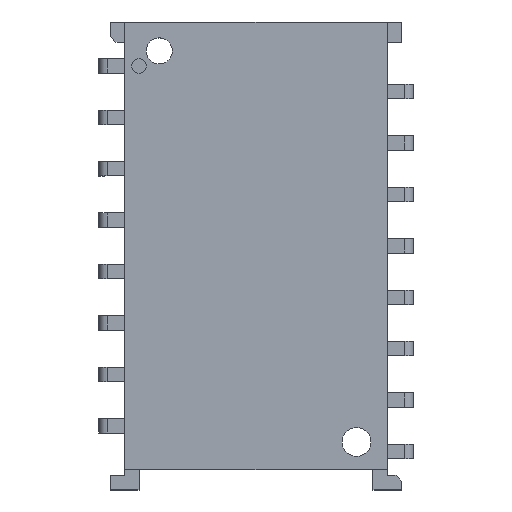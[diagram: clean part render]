
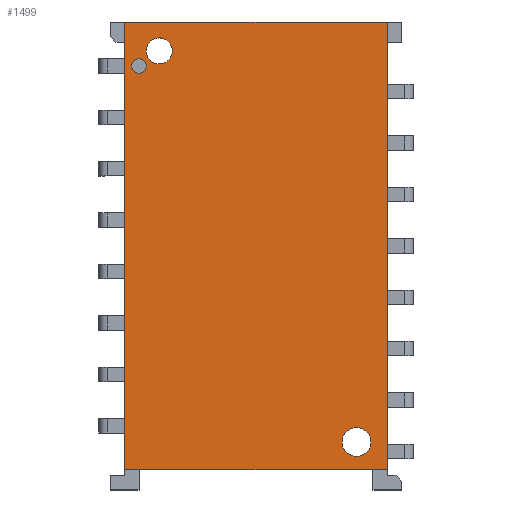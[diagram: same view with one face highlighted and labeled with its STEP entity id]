
A CAD part, top view. The second image highlights one B-rep face of the part: STEP entity #1499.
In plain terms, the highlighted planar face has unit normal (0, 0, 1).
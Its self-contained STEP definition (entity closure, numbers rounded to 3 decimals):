
#81=FACE_BOUND('',#275,.T.);
#82=FACE_BOUND('',#276,.T.);
#83=FACE_BOUND('',#277,.T.);
#111=CIRCLE('',#1566,0.5);
#114=CIRCLE('',#1590,0.45);
#115=CIRCLE('',#1592,0.25);
#192=FACE_OUTER_BOUND('',#274,.T.);
#274=EDGE_LOOP('',(#1348,#1349,#1350,#1351));
#275=EDGE_LOOP('',(#1352));
#276=EDGE_LOOP('',(#1353));
#277=EDGE_LOOP('',(#1354));
#451=LINE('',#2424,#632);
#454=LINE('',#2429,#635);
#456=LINE('',#2433,#637);
#458=LINE('',#2436,#639);
#632=VECTOR('',#1986,10.);
#635=VECTOR('',#1991,10.);
#637=VECTOR('',#1995,10.);
#639=VECTOR('',#1999,10.);
#688=VERTEX_POINT('',#2186);
#723=VERTEX_POINT('',#2294);
#724=VERTEX_POINT('',#2298);
#766=VERTEX_POINT('',#2422);
#767=VERTEX_POINT('',#2423);
#768=VERTEX_POINT('',#2428);
#769=VERTEX_POINT('',#2432);
#842=EDGE_CURVE('',#688,#688,#111,.T.);
#895=EDGE_CURVE('',#723,#723,#114,.T.);
#896=EDGE_CURVE('',#724,#724,#115,.T.);
#957=EDGE_CURVE('',#766,#767,#451,.T.);
#960=EDGE_CURVE('',#768,#766,#454,.T.);
#962=EDGE_CURVE('',#769,#768,#456,.T.);
#964=EDGE_CURVE('',#767,#769,#458,.T.);
#1348=ORIENTED_EDGE('',*,*,#964,.F.);
#1349=ORIENTED_EDGE('',*,*,#957,.F.);
#1350=ORIENTED_EDGE('',*,*,#960,.F.);
#1351=ORIENTED_EDGE('',*,*,#962,.F.);
#1352=ORIENTED_EDGE('',*,*,#842,.T.);
#1353=ORIENTED_EDGE('',*,*,#895,.T.);
#1354=ORIENTED_EDGE('',*,*,#896,.T.);
#1423=PLANE('',#1618);
#1499=ADVANCED_FACE('',(#192,#81,#82,#83),#1423,.T.);
#1566=AXIS2_PLACEMENT_3D('',#2187,#1779,#1780);
#1590=AXIS2_PLACEMENT_3D('',#2296,#1877,#1878);
#1592=AXIS2_PLACEMENT_3D('',#2299,#1881,#1882);
#1618=AXIS2_PLACEMENT_3D('',#2437,#2000,#2001);
#1779=DIRECTION('center_axis',(0.,0.,-1.));
#1780=DIRECTION('ref_axis',(1.,0.,0.));
#1877=DIRECTION('center_axis',(0.,0.,-1.));
#1878=DIRECTION('ref_axis',(-1.,0.,0.));
#1881=DIRECTION('center_axis',(0.,0.,-1.));
#1882=DIRECTION('ref_axis',(1.,0.,0.));
#1986=DIRECTION('',(0.,-1.,0.));
#1991=DIRECTION('',(1.,0.,0.));
#1995=DIRECTION('',(0.,1.,0.));
#1999=DIRECTION('',(-1.,0.,0.));
#2000=DIRECTION('center_axis',(0.,0.,1.));
#2001=DIRECTION('ref_axis',(1.,0.,0.));
#2186=CARTESIAN_POINT('',(2.98,-7.36,2.2));
#2187=CARTESIAN_POINT('Origin',(3.48,-7.36,2.2));
#2294=CARTESIAN_POINT('',(-2.9,6.18,2.2));
#2296=CARTESIAN_POINT('Origin',(-3.35,6.18,2.2));
#2298=CARTESIAN_POINT('',(-4.3,5.66,2.2));
#2299=CARTESIAN_POINT('Origin',(-4.05,5.66,2.2));
#2422=CARTESIAN_POINT('',(4.55,7.18,2.2));
#2423=CARTESIAN_POINT('',(4.55,-8.32,2.2));
#2424=CARTESIAN_POINT('',(4.55,7.18,2.2));
#2428=CARTESIAN_POINT('',(-4.55,7.18,2.2));
#2429=CARTESIAN_POINT('',(-4.55,7.18,2.2));
#2432=CARTESIAN_POINT('',(-4.55,-8.32,2.2));
#2433=CARTESIAN_POINT('',(-4.55,-8.32,2.2));
#2436=CARTESIAN_POINT('',(4.55,-8.32,2.2));
#2437=CARTESIAN_POINT('Origin',(0.,-0.57,
2.2));
